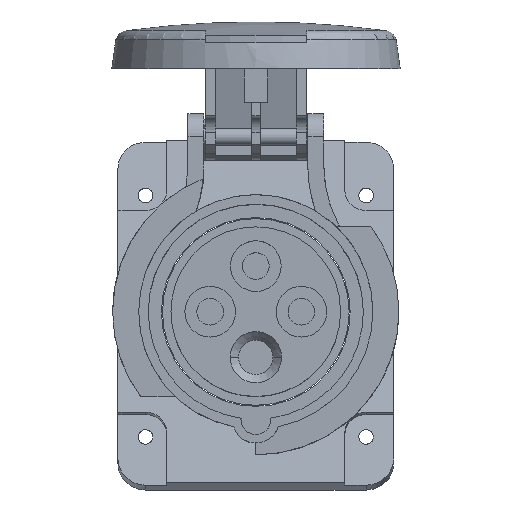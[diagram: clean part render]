
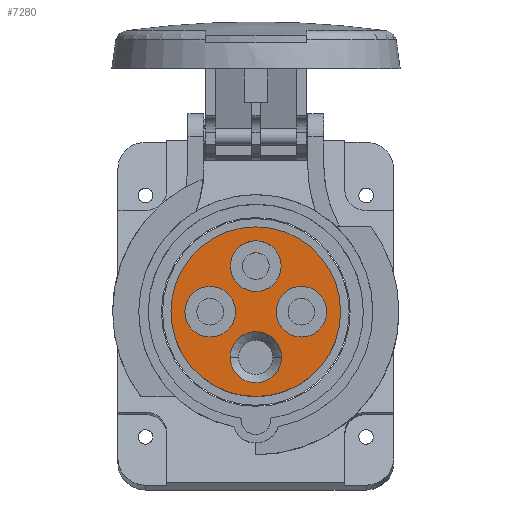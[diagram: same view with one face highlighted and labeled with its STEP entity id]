
A CAD part, top view. The second image highlights one B-rep face of the part: STEP entity #7280.
In plain terms, the highlighted planar face has unit normal (0, 0, 1).
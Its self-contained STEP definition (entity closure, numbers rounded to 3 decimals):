
#6521=CARTESIAN_POINT('',(0.,0.,1.));
#6522=DIRECTION('',(0.,0.,-1.));
#6523=DIRECTION('',(0.,-1.,0.));
#6524=AXIS2_PLACEMENT_3D('',#6521,#6522,#6523);
#6526=CARTESIAN_POINT('',(0.,0.,1.));
#6527=DIRECTION('',(0.,0.,-1.));
#6528=DIRECTION('',(0.,1.,0.));
#6529=AXIS2_PLACEMENT_3D('',#6526,#6527,#6528);
#6531=CARTESIAN_POINT('',(0.,10.75,1.));
#6532=DIRECTION('',(0.,0.,1.));
#6533=DIRECTION('',(1.,0.,0.));
#6534=AXIS2_PLACEMENT_3D('',#6531,#6532,#6533);
#6536=CARTESIAN_POINT('',(0.,10.75,1.));
#6537=DIRECTION('',(0.,0.,1.));
#6538=DIRECTION('',(-1.,0.,0.));
#6539=AXIS2_PLACEMENT_3D('',#6536,#6537,#6538);
#6541=CARTESIAN_POINT('',(10.75,0.,1.));
#6542=DIRECTION('',(0.,0.,1.));
#6543=DIRECTION('',(1.,0.,0.));
#6544=AXIS2_PLACEMENT_3D('',#6541,#6542,#6543);
#6546=CARTESIAN_POINT('',(10.75,0.,1.));
#6547=DIRECTION('',(0.,0.,1.));
#6548=DIRECTION('',(-1.,0.,0.));
#6549=AXIS2_PLACEMENT_3D('',#6546,#6547,#6548);
#6551=CARTESIAN_POINT('',(-10.75,0.,1.));
#6552=DIRECTION('',(0.,0.,1.));
#6553=DIRECTION('',(1.,0.,0.));
#6554=AXIS2_PLACEMENT_3D('',#6551,#6552,#6553);
#6556=CARTESIAN_POINT('',(-10.75,0.,1.));
#6557=DIRECTION('',(0.,0.,1.));
#6558=DIRECTION('',(-1.,0.,0.));
#6559=AXIS2_PLACEMENT_3D('',#6556,#6557,#6558);
#6561=CARTESIAN_POINT('',(0.,-10.75,1.));
#6562=DIRECTION('',(0.,0.,1.));
#6563=DIRECTION('',(-1.,0.,0.));
#6564=AXIS2_PLACEMENT_3D('',#6561,#6562,#6563);
#6566=CARTESIAN_POINT('',(0.,-10.75,1.));
#6567=DIRECTION('',(0.,0.,1.));
#6568=DIRECTION('',(0.,-1.,0.));
#6569=AXIS2_PLACEMENT_3D('',#6566,#6567,#6568);
#6571=CARTESIAN_POINT('',(0.,-10.75,1.));
#6572=DIRECTION('',(0.,0.,1.));
#6573=DIRECTION('',(1.,0.,0.));
#6574=AXIS2_PLACEMENT_3D('',#6571,#6572,#6573);
#6576=CARTESIAN_POINT('',(0.,-10.75,1.));
#6577=DIRECTION('',(0.,0.,1.));
#6578=DIRECTION('',(0.,1.,0.));
#6579=AXIS2_PLACEMENT_3D('',#6576,#6577,#6578);
#7081=CARTESIAN_POINT('',(0.,-20.,1.));
#7082=CARTESIAN_POINT('',(0.,20.,1.));
#7083=VERTEX_POINT('',#7081);
#7084=VERTEX_POINT('',#7082);
#7085=CARTESIAN_POINT('',(5.972,10.75,1.));
#7086=CARTESIAN_POINT('',(-5.972,10.75,1.));
#7087=VERTEX_POINT('',#7085);
#7088=VERTEX_POINT('',#7086);
#7089=CARTESIAN_POINT('',(16.722,0.,1.));
#7090=CARTESIAN_POINT('',(4.778,0.,1.));
#7091=VERTEX_POINT('',#7089);
#7092=VERTEX_POINT('',#7090);
#7093=CARTESIAN_POINT('',(-4.778,0.,1.));
#7094=CARTESIAN_POINT('',(-16.722,0.,1.));
#7095=VERTEX_POINT('',#7093);
#7096=VERTEX_POINT('',#7094);
#7097=CARTESIAN_POINT('',(-6.05,-10.75,1.));
#7098=CARTESIAN_POINT('',(0.,-16.8,1.));
#7099=VERTEX_POINT('',#7097);
#7100=VERTEX_POINT('',#7098);
#7101=CARTESIAN_POINT('',(6.05,-10.75,1.));
#7102=VERTEX_POINT('',#7101);
#7103=CARTESIAN_POINT('',(0.,-4.7,1.));
#7104=VERTEX_POINT('',#7103);
#7241=CARTESIAN_POINT('',(0.,0.,1.));
#7242=DIRECTION('',(0.,0.,1.));
#7243=DIRECTION('',(0.,-1.,0.));
#7244=AXIS2_PLACEMENT_3D('',#7241,#7242,#7243);
#7245=PLANE('',#7244);
#7247=ORIENTED_EDGE('',*,*,#7246,.T.);
#7249=ORIENTED_EDGE('',*,*,#7248,.T.);
#7250=EDGE_LOOP('',(#7247,#7249));
#7251=FACE_OUTER_BOUND('',#7250,.F.);
#7253=ORIENTED_EDGE('',*,*,#7252,.T.);
#7255=ORIENTED_EDGE('',*,*,#7254,.T.);
#7256=EDGE_LOOP('',(#7253,#7255));
#7257=FACE_BOUND('',#7256,.F.);
#7259=ORIENTED_EDGE('',*,*,#7258,.T.);
#7261=ORIENTED_EDGE('',*,*,#7260,.T.);
#7262=EDGE_LOOP('',(#7259,#7261));
#7263=FACE_BOUND('',#7262,.F.);
#7265=ORIENTED_EDGE('',*,*,#7264,.T.);
#7267=ORIENTED_EDGE('',*,*,#7266,.T.);
#7268=EDGE_LOOP('',(#7265,#7267));
#7269=FACE_BOUND('',#7268,.F.);
#7271=ORIENTED_EDGE('',*,*,#7270,.T.);
#7273=ORIENTED_EDGE('',*,*,#7272,.T.);
#7275=ORIENTED_EDGE('',*,*,#7274,.T.);
#7277=ORIENTED_EDGE('',*,*,#7276,.T.);
#7278=EDGE_LOOP('',(#7271,#7273,#7275,#7277));
#7279=FACE_BOUND('',#7278,.F.);
#7280=ADVANCED_FACE('',(#7251,#7257,#7263,#7269,#7279),#7245,.T.);
#6525=CIRCLE('',#6524,20.);
#6530=CIRCLE('',#6529,20.);
#6535=CIRCLE('',#6534,5.972);
#6540=CIRCLE('',#6539,5.972);
#6545=CIRCLE('',#6544,5.972);
#6550=CIRCLE('',#6549,5.972);
#6555=CIRCLE('',#6554,5.972);
#6560=CIRCLE('',#6559,5.972);
#6565=CIRCLE('',#6564,6.05);
#6570=CIRCLE('',#6569,6.05);
#6575=CIRCLE('',#6574,6.05);
#6580=CIRCLE('',#6579,6.05);
#7246=EDGE_CURVE('',#7083,#7084,#6525,.T.);
#7248=EDGE_CURVE('',#7084,#7083,#6530,.T.);
#7252=EDGE_CURVE('',#7087,#7088,#6535,.T.);
#7254=EDGE_CURVE('',#7088,#7087,#6540,.T.);
#7258=EDGE_CURVE('',#7091,#7092,#6545,.T.);
#7260=EDGE_CURVE('',#7092,#7091,#6550,.T.);
#7264=EDGE_CURVE('',#7095,#7096,#6555,.T.);
#7266=EDGE_CURVE('',#7096,#7095,#6560,.T.);
#7270=EDGE_CURVE('',#7099,#7100,#6565,.T.);
#7272=EDGE_CURVE('',#7100,#7102,#6570,.T.);
#7274=EDGE_CURVE('',#7102,#7104,#6575,.T.);
#7276=EDGE_CURVE('',#7104,#7099,#6580,.T.);
